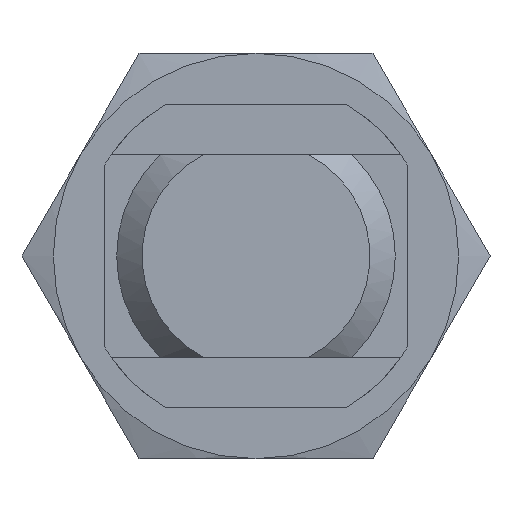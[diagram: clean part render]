
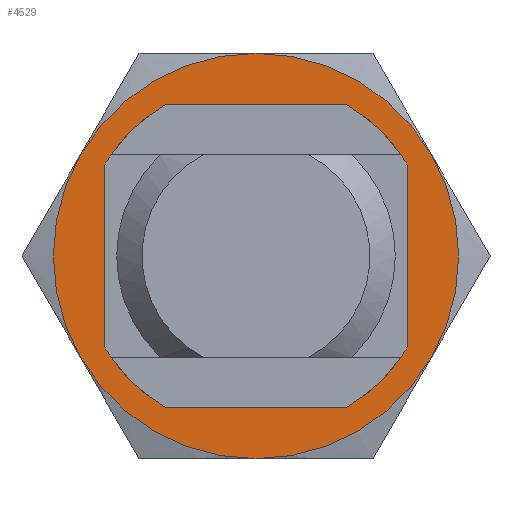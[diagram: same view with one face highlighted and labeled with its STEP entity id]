
A CAD part, left-side view. The second image highlights one B-rep face of the part: STEP entity #4529.
In plain terms, the highlighted planar face has unit normal (-1, 0, 0).
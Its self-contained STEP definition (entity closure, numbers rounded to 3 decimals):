
#27 = AXIS2_PLACEMENT_3D ( 'NONE', #4494, #1573, #3065 ) ;
#112 = CIRCLE ( 'NONE', #3687, 16. ) ;
#191 = CIRCLE ( 'NONE', #334, 16. ) ;
#235 = CARTESIAN_POINT ( 'NONE',  ( 5., -13.856, 8. ) ) ;
#275 = VERTEX_POINT ( 'NONE', #2957 ) ;
#299 = CIRCLE ( 'NONE', #2902, 16. ) ;
#310 = EDGE_CURVE ( 'NONE', #4220, #2613, #4011, .T. ) ;
#334 = AXIS2_PLACEMENT_3D ( 'NONE', #4322, #3196, #4295 ) ;
#409 = DIRECTION ( 'NONE',  ( 0., 0., -1. ) ) ;
#457 = CIRCLE ( 'NONE', #1213, 11. ) ;
#474 = DIRECTION ( 'NONE',  ( 0., 0., -1. ) ) ;
#690 = ORIENTED_EDGE ( 'NONE', *, *, #4448, .T. ) ;
#694 = ORIENTED_EDGE ( 'NONE', *, *, #2892, .T. ) ;
#795 = ORIENTED_EDGE ( 'NONE', *, *, #3505, .T. ) ;
#833 = VERTEX_POINT ( 'NONE', #3326 ) ;
#965 = EDGE_CURVE ( 'NONE', #2613, #833, #191, .T. ) ;
#1067 = VERTEX_POINT ( 'NONE', #2457 ) ;
#1185 = CARTESIAN_POINT ( 'NONE',  ( 5., 0., 0. ) ) ;
#1213 = AXIS2_PLACEMENT_3D ( 'NONE', #1879, #3294, #2919 ) ;
#1226 = FACE_BOUND ( 'NONE', #1317, .T. ) ;
#1285 = DIRECTION ( 'NONE',  ( 0., 0., -1. ) ) ;
#1317 = EDGE_LOOP ( 'NONE', ( #3777, #3171 ) ) ;
#1339 = CARTESIAN_POINT ( 'NONE',  ( 5., -13.856, -8. ) ) ;
#1344 = CIRCLE ( 'NONE', #3965, 11. ) ;
#1573 = DIRECTION ( 'NONE',  ( 1., 0., 0. ) ) ;
#1879 = CARTESIAN_POINT ( 'NONE',  ( 5., 0., 0. ) ) ;
#1886 = CARTESIAN_POINT ( 'NONE',  ( 5., 0., 0. ) ) ;
#1920 = DIRECTION ( 'NONE',  ( -1., 0., 0. ) ) ;
#1971 = DIRECTION ( 'NONE',  ( 0., 0., -1. ) ) ;
#1978 = AXIS2_PLACEMENT_3D ( 'NONE', #3703, #4111, #1971 ) ;
#2194 = CIRCLE ( 'NONE', #1978, 16. ) ;
#2246 = EDGE_CURVE ( 'NONE', #2644, #3495, #1344, .T. ) ;
#2262 = EDGE_LOOP ( 'NONE', ( #690, #3310, #4288, #2623, #694, #795 ) ) ;
#2284 = AXIS2_PLACEMENT_3D ( 'NONE', #1886, #3603, #409 ) ;
#2395 = CARTESIAN_POINT ( 'NONE',  ( 5., 0., 0. ) ) ;
#2442 = DIRECTION ( 'NONE',  ( -1., 0., 0. ) ) ;
#2457 = CARTESIAN_POINT ( 'NONE',  ( 5., 13.856, -8. ) ) ;
#2601 = EDGE_CURVE ( 'NONE', #833, #275, #299, .T. ) ;
#2613 = VERTEX_POINT ( 'NONE', #235 ) ;
#2623 = ORIENTED_EDGE ( 'NONE', *, *, #2601, .T. ) ;
#2644 = VERTEX_POINT ( 'NONE', #4556 ) ;
#2725 = CARTESIAN_POINT ( 'NONE',  ( 5., 0., -16. ) ) ;
#2797 = AXIS2_PLACEMENT_3D ( 'NONE', #1185, #3679, #474 ) ;
#2892 = EDGE_CURVE ( 'NONE', #275, #1067, #112, .T. ) ;
#2902 = AXIS2_PLACEMENT_3D ( 'NONE', #3406, #4512, #1285 ) ;
#2919 = DIRECTION ( 'NONE',  ( 0., 0., -1. ) ) ;
#2957 = CARTESIAN_POINT ( 'NONE',  ( 5., 13.856, 8. ) ) ;
#3018 = FACE_OUTER_BOUND ( 'NONE', #2262, .T. ) ;
#3045 = VERTEX_POINT ( 'NONE', #2725 ) ;
#3065 = DIRECTION ( 'NONE',  ( 0., -1., 0. ) ) ;
#3171 = ORIENTED_EDGE ( 'NONE', *, *, #3711, .F. ) ;
#3196 = DIRECTION ( 'NONE',  ( -1., 0., 0. ) ) ;
#3264 = DIRECTION ( 'NONE',  ( 0., 0., -1. ) ) ;
#3294 = DIRECTION ( 'NONE',  ( -1., 0., 0. ) ) ;
#3310 = ORIENTED_EDGE ( 'NONE', *, *, #310, .T. ) ;
#3326 = CARTESIAN_POINT ( 'NONE',  ( 5., 0., 16. ) ) ;
#3406 = CARTESIAN_POINT ( 'NONE',  ( 5., 0., 0. ) ) ;
#3495 = VERTEX_POINT ( 'NONE', #4432 ) ;
#3505 = EDGE_CURVE ( 'NONE', #1067, #3045, #4538, .T. ) ;
#3603 = DIRECTION ( 'NONE',  ( -1., 0., 0. ) ) ;
#3679 = DIRECTION ( 'NONE',  ( -1., 0., 0. ) ) ;
#3687 = AXIS2_PLACEMENT_3D ( 'NONE', #4000, #1920, #3264 ) ;
#3703 = CARTESIAN_POINT ( 'NONE',  ( 5., 0., 0. ) ) ;
#3711 = EDGE_CURVE ( 'NONE', #3495, #2644, #457, .T. ) ;
#3777 = ORIENTED_EDGE ( 'NONE', *, *, #2246, .F. ) ;
#3965 = AXIS2_PLACEMENT_3D ( 'NONE', #2395, #2442, #4232 ) ;
#4000 = CARTESIAN_POINT ( 'NONE',  ( 5., 0., 0. ) ) ;
#4011 = CIRCLE ( 'NONE', #2284, 16. ) ;
#4111 = DIRECTION ( 'NONE',  ( -1., 0., 0. ) ) ;
#4220 = VERTEX_POINT ( 'NONE', #1339 ) ;
#4232 = DIRECTION ( 'NONE',  ( 0., 0., -1. ) ) ;
#4288 = ORIENTED_EDGE ( 'NONE', *, *, #965, .T. ) ;
#4295 = DIRECTION ( 'NONE',  ( 0., 0., -1. ) ) ;
#4322 = CARTESIAN_POINT ( 'NONE',  ( 5., 0., 0. ) ) ;
#4432 = CARTESIAN_POINT ( 'NONE',  ( 5., 0., 11. ) ) ;
#4448 = EDGE_CURVE ( 'NONE', #3045, #4220, #2194, .T. ) ;
#4494 = CARTESIAN_POINT ( 'NONE',  ( 5., 0., 0. ) ) ;
#4512 = DIRECTION ( 'NONE',  ( -1., 0., 0. ) ) ;
#4516 = PLANE ( 'NONE',  #27 ) ;
#4529 = ADVANCED_FACE ( 'NONE', ( #1226, #3018 ), #4516, .F. ) ;
#4538 = CIRCLE ( 'NONE', #2797, 16. ) ;
#4556 = CARTESIAN_POINT ( 'NONE',  ( 5., 0., -11. ) ) ;
